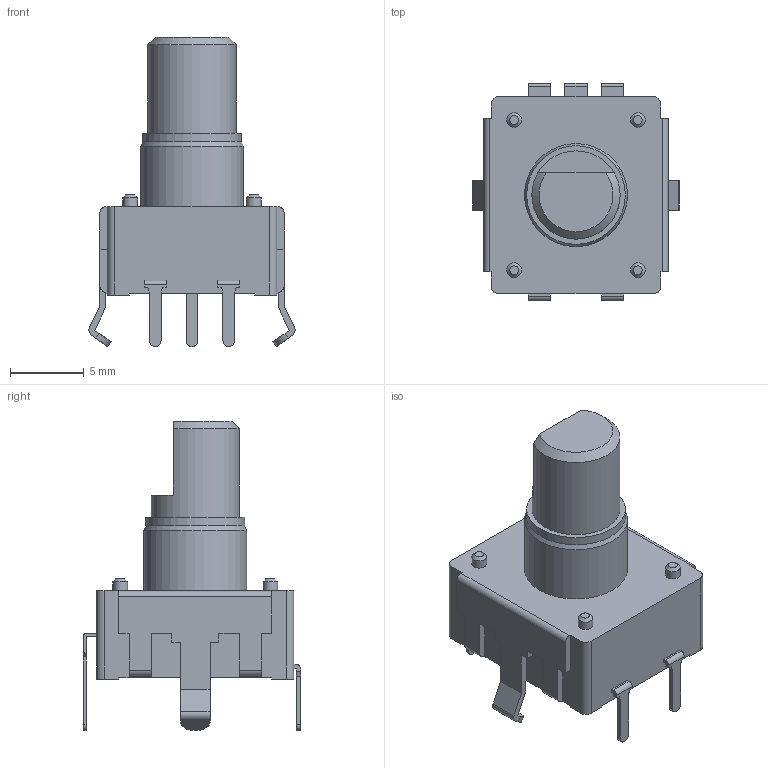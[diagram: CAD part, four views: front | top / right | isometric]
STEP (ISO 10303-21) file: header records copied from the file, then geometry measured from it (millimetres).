
FILE_DESCRIPTION(/* description */ (''),/* implementation_level */ '2;1');
FILE_NAME(/* name */ 'pec12r-4x17f-sxxxx v2.step',/* time_stamp */ '2018-10-21T00:26:56+03:00',/* author */ (''),/* organization */ (''),/* preprocessor_version */ 'ST-DEVELOPER v17.2',/* originating_system */ 'Autodesk Translation Framework v7.6.0.251',/* authorisation */ '');
FILE_SCHEMA (('AUTOMOTIVE_DESIGN { 1 0 10303 214 3 1 1 }'));
Length unit declared in the file: millimetre
Products named in the file (1): pec12r-4x17f-sxxxx
Bounding box: 14 x 14.75 x 21 mm (x, y, z)
Volume: 1312.5 mm3; surface area: 978.4 mm2
Topology: 1 solids, 1 shells, 183 faces, 509 edges, 339 vertices
Faces by surface type: plane 146, cylinder 31, cone 6
Full cylindrical faces by diameter (mm): 1 x4, 6 x1, 6.7 x1, 7 x1
Entity records: 5848 total; most frequent: CARTESIAN_POINT 1036, ORIENTED_EDGE 1018, DIRECTION 957, EDGE_CURVE 509, LINE 425, VECTOR 425, VERTEX_POINT 339, AXIS2_PLACEMENT_3D 266
